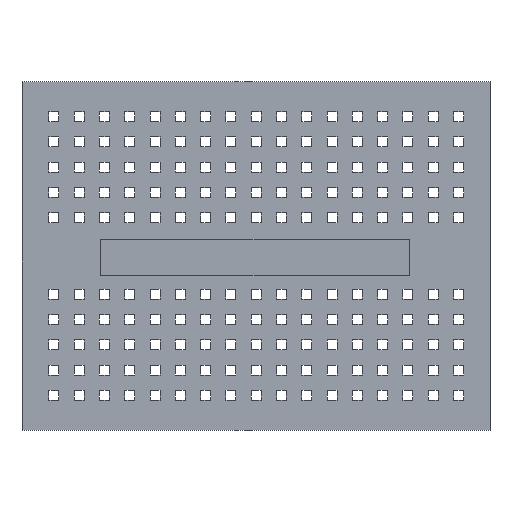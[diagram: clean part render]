
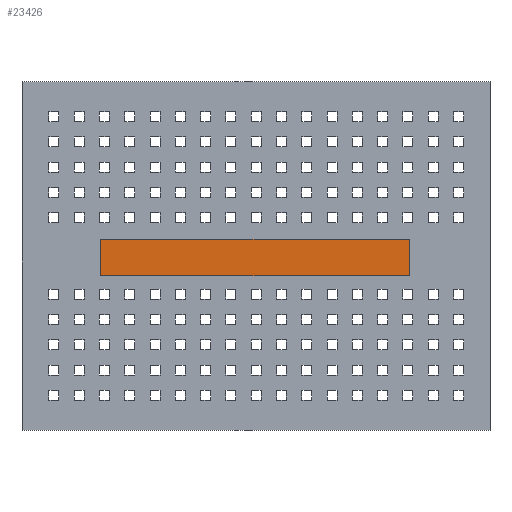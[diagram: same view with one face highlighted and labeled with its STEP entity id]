
A CAD part, top view. The second image highlights one B-rep face of the part: STEP entity #23426.
In plain terms, the highlighted planar face has unit normal (0, 0, 1).
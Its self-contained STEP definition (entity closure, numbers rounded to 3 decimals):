
#14495 = VERTEX_POINT('',#14496);
#14496 = CARTESIAN_POINT('',(7.9,15.5,8.1));
#14502 = EDGE_CURVE('',#14495,#14503,#14505,.T.);
#14503 = VERTEX_POINT('',#14504);
#14504 = CARTESIAN_POINT('',(7.9,19.2,8.1));
#14505 = LINE('',#14506,#14507);
#14506 = CARTESIAN_POINT('',(7.9,15.5,8.1));
#14507 = VECTOR('',#14508,1.);
#14508 = DIRECTION('',(0.,1.,0.));
#14526 = VERTEX_POINT('',#14527);
#14527 = CARTESIAN_POINT('',(38.9,15.5,8.1));
#14533 = EDGE_CURVE('',#14526,#14495,#14534,.T.);
#14534 = LINE('',#14535,#14536);
#14535 = CARTESIAN_POINT('',(38.9,15.5,8.1));
#14536 = VECTOR('',#14537,1.);
#14537 = DIRECTION('',(-1.,0.,0.));
#14550 = VERTEX_POINT('',#14551);
#14551 = CARTESIAN_POINT('',(38.9,19.2,8.1));
#14557 = EDGE_CURVE('',#14550,#14526,#14558,.T.);
#14558 = LINE('',#14559,#14560);
#14559 = CARTESIAN_POINT('',(38.9,19.2,8.1));
#14560 = VECTOR('',#14561,1.);
#14561 = DIRECTION('',(0.,-1.,0.));
#14574 = EDGE_CURVE('',#14503,#14550,#14575,.T.);
#14575 = LINE('',#14576,#14577);
#14576 = CARTESIAN_POINT('',(7.9,19.2,8.1));
#14577 = VECTOR('',#14578,1.);
#14578 = DIRECTION('',(1.,0.,0.));
#23426 = ADVANCED_FACE('',(#23427),#23433,.F.);
#23427 = FACE_BOUND('',#23428,.F.);
#23428 = EDGE_LOOP('',(#23429,#23430,#23431,#23432));
#23429 = ORIENTED_EDGE('',*,*,#14574,.T.);
#23430 = ORIENTED_EDGE('',*,*,#14557,.T.);
#23431 = ORIENTED_EDGE('',*,*,#14533,.T.);
#23432 = ORIENTED_EDGE('',*,*,#14502,.T.);
#23433 = PLANE('',#23434);
#23434 = AXIS2_PLACEMENT_3D('',#23435,#23436,#23437);
#23435 = CARTESIAN_POINT('',(23.4,17.35,8.1));
#23436 = DIRECTION('',(0.,0.,-1.));
#23437 = DIRECTION('',(0.,-1.,0.));
